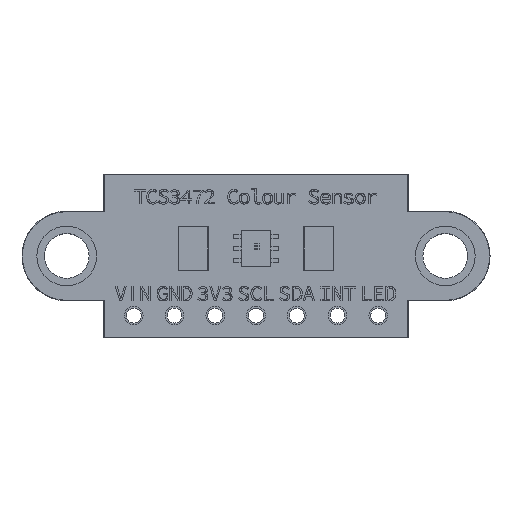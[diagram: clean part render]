
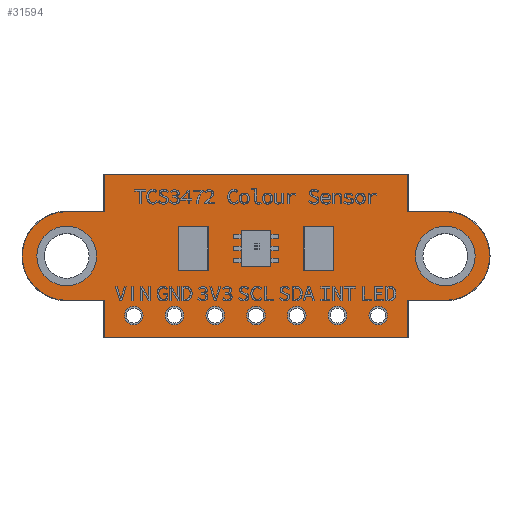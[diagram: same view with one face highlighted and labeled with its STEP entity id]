
A CAD part, top view. The second image highlights one B-rep face of the part: STEP entity #31594.
In plain terms, the highlighted planar face has unit normal (0, 0, 1).
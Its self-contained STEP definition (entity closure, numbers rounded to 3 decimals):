
#2890=FACE_BOUND('',#4949,.T.);
#2891=FACE_BOUND('',#4950,.T.);
#2892=FACE_BOUND('',#4951,.T.);
#2893=FACE_BOUND('',#4952,.T.);
#2894=FACE_BOUND('',#4953,.T.);
#2895=FACE_BOUND('',#4954,.T.);
#2896=FACE_BOUND('',#4955,.T.);
#2897=FACE_BOUND('',#4956,.T.);
#2898=FACE_BOUND('',#4957,.T.);
#2974=CIRCLE('',#33526,2.975);
#2978=CIRCLE('',#33543,2.975);
#2989=CIRCLE('',#33567,2.);
#2990=CIRCLE('',#33568,2.);
#2991=CIRCLE('',#33569,0.625);
#2992=CIRCLE('',#33570,0.625);
#2993=CIRCLE('',#33571,0.625);
#2994=CIRCLE('',#33572,0.625);
#2995=CIRCLE('',#33573,0.625);
#2996=CIRCLE('',#33574,0.625);
#2997=CIRCLE('',#33575,0.625);
#3097=FACE_OUTER_BOUND('',#4948,.T.);
#4948=EDGE_LOOP('',(#21139,#21140,#21141,#21142,#21143,#21144,#21145,#21146,
#21147,#21148,#21149,#21150));
#4949=EDGE_LOOP('',(#21151));
#4950=EDGE_LOOP('',(#21152));
#4951=EDGE_LOOP('',(#21153));
#4952=EDGE_LOOP('',(#21154));
#4953=EDGE_LOOP('',(#21155));
#4954=EDGE_LOOP('',(#21156));
#4955=EDGE_LOOP('',(#21157));
#4956=EDGE_LOOP('',(#21158));
#4957=EDGE_LOOP('',(#21159));
#6862=LINE('',#39799,#9896);
#6865=LINE('',#39805,#9899);
#6869=LINE('',#39815,#9903);
#6872=LINE('',#39820,#9906);
#6874=LINE('',#39823,#9908);
#6878=LINE('',#39829,#9912);
#6880=LINE('',#39832,#9914);
#6888=LINE('',#39850,#9922);
#6891=LINE('',#39856,#9925);
#6895=LINE('',#39866,#9929);
#9896=VECTOR('',#34674,10.);
#9899=VECTOR('',#34679,10.);
#9903=VECTOR('',#34691,10.);
#9906=VECTOR('',#34698,10.);
#9908=VECTOR('',#34702,10.);
#9912=VECTOR('',#34710,10.);
#9914=VECTOR('',#34714,10.);
#9922=VECTOR('',#34734,10.);
#9925=VECTOR('',#34739,10.);
#9929=VECTOR('',#34751,10.);
#12853=VERTEX_POINT('',#39637);
#12859=VERTEX_POINT('',#39654);
#12862=VERTEX_POINT('',#39661);
#12871=VERTEX_POINT('',#39691);
#12874=VERTEX_POINT('',#39698);
#12883=VERTEX_POINT('',#39728);
#12886=VERTEX_POINT('',#39735);
#12895=VERTEX_POINT('',#39765);
#12905=VERTEX_POINT('',#39803);
#12907=VERTEX_POINT('',#39809);
#12913=VERTEX_POINT('',#39854);
#12915=VERTEX_POINT('',#39860);
#12925=VERTEX_POINT('',#39901);
#12926=VERTEX_POINT('',#39903);
#12927=VERTEX_POINT('',#39905);
#12928=VERTEX_POINT('',#39907);
#12929=VERTEX_POINT('',#39909);
#12930=VERTEX_POINT('',#39911);
#12931=VERTEX_POINT('',#39913);
#12932=VERTEX_POINT('',#39915);
#12933=VERTEX_POINT('',#39917);
#16136=EDGE_CURVE('',#12883,#12895,#6862,.T.);
#16139=EDGE_CURVE('',#12905,#12886,#6865,.T.);
#16142=EDGE_CURVE('',#12907,#12905,#2974,.T.);
#16145=EDGE_CURVE('',#12895,#12907,#6869,.T.);
#16148=EDGE_CURVE('',#12886,#12874,#6872,.T.);
#16150=EDGE_CURVE('',#12871,#12883,#6874,.T.);
#16154=EDGE_CURVE('',#12874,#12862,#6878,.T.);
#16156=EDGE_CURVE('',#12859,#12871,#6880,.T.);
#16166=EDGE_CURVE('',#12862,#12853,#6888,.T.);
#16169=EDGE_CURVE('',#12913,#12859,#6891,.T.);
#16172=EDGE_CURVE('',#12915,#12913,#2978,.T.);
#16175=EDGE_CURVE('',#12853,#12915,#6895,.T.);
#16189=EDGE_CURVE('',#12925,#12925,#2989,.T.);
#16190=EDGE_CURVE('',#12926,#12926,#2990,.T.);
#16191=EDGE_CURVE('',#12927,#12927,#2991,.T.);
#16192=EDGE_CURVE('',#12928,#12928,#2992,.T.);
#16193=EDGE_CURVE('',#12929,#12929,#2993,.T.);
#16194=EDGE_CURVE('',#12930,#12930,#2994,.T.);
#16195=EDGE_CURVE('',#12931,#12931,#2995,.T.);
#16196=EDGE_CURVE('',#12932,#12932,#2996,.T.);
#16197=EDGE_CURVE('',#12933,#12933,#2997,.T.);
#21139=ORIENTED_EDGE('',*,*,#16139,.F.);
#21140=ORIENTED_EDGE('',*,*,#16142,.F.);
#21141=ORIENTED_EDGE('',*,*,#16145,.F.);
#21142=ORIENTED_EDGE('',*,*,#16136,.F.);
#21143=ORIENTED_EDGE('',*,*,#16150,.F.);
#21144=ORIENTED_EDGE('',*,*,#16156,.F.);
#21145=ORIENTED_EDGE('',*,*,#16169,.F.);
#21146=ORIENTED_EDGE('',*,*,#16172,.F.);
#21147=ORIENTED_EDGE('',*,*,#16175,.F.);
#21148=ORIENTED_EDGE('',*,*,#16166,.F.);
#21149=ORIENTED_EDGE('',*,*,#16154,.F.);
#21150=ORIENTED_EDGE('',*,*,#16148,.F.);
#21151=ORIENTED_EDGE('',*,*,#16189,.T.);
#21152=ORIENTED_EDGE('',*,*,#16190,.T.);
#21153=ORIENTED_EDGE('',*,*,#16191,.T.);
#21154=ORIENTED_EDGE('',*,*,#16192,.T.);
#21155=ORIENTED_EDGE('',*,*,#16193,.T.);
#21156=ORIENTED_EDGE('',*,*,#16194,.T.);
#21157=ORIENTED_EDGE('',*,*,#16195,.T.);
#21158=ORIENTED_EDGE('',*,*,#16196,.T.);
#21159=ORIENTED_EDGE('',*,*,#16197,.T.);
#30647=PLANE('',#33566);
#31594=ADVANCED_FACE('',(#3097,#2890,#2891,#2892,#2893,#2894,#2895,#2896,
#2897,#2898),#30647,.T.);
#33526=AXIS2_PLACEMENT_3D('',#39811,#34684,#34685);
#33543=AXIS2_PLACEMENT_3D('',#39862,#34744,#34745);
#33566=AXIS2_PLACEMENT_3D('',#39900,#34796,#34797);
#33567=AXIS2_PLACEMENT_3D('',#39902,#34798,#34799);
#33568=AXIS2_PLACEMENT_3D('',#39904,#34800,#34801);
#33569=AXIS2_PLACEMENT_3D('',#39906,#34802,#34803);
#33570=AXIS2_PLACEMENT_3D('',#39908,#34804,#34805);
#33571=AXIS2_PLACEMENT_3D('',#39910,#34806,#34807);
#33572=AXIS2_PLACEMENT_3D('',#39912,#34808,#34809);
#33573=AXIS2_PLACEMENT_3D('',#39914,#34810,#34811);
#33574=AXIS2_PLACEMENT_3D('',#39916,#34812,#34813);
#33575=AXIS2_PLACEMENT_3D('',#39918,#34814,#34815);
#34674=DIRECTION('',(0.,1.,0.));
#34679=DIRECTION('',(1.,0.,0.));
#34684=DIRECTION('center_axis',(0.,0.,-1.));
#34685=DIRECTION('ref_axis',(0.,1.,0.));
#34691=DIRECTION('',(-1.,0.,0.));
#34698=DIRECTION('',(0.,1.,0.));
#34702=DIRECTION('',(-1.,0.,0.));
#34710=DIRECTION('',(1.,0.,0.));
#34714=DIRECTION('',(0.,-1.,0.));
#34734=DIRECTION('',(0.,-1.,0.));
#34739=DIRECTION('',(-1.,0.,0.));
#34744=DIRECTION('center_axis',(0.,0.,-1.));
#34745=DIRECTION('ref_axis',(0.,-1.,0.));
#34751=DIRECTION('',(1.,0.,0.));
#34796=DIRECTION('center_axis',(0.,0.,1.));
#34797=DIRECTION('ref_axis',(1.,0.,0.));
#34798=DIRECTION('center_axis',(0.,0.,-1.));
#34799=DIRECTION('ref_axis',(1.,0.,0.));
#34800=DIRECTION('center_axis',(0.,0.,-1.));
#34801=DIRECTION('ref_axis',(1.,0.,0.));
#34802=DIRECTION('center_axis',(0.,0.,-1.));
#34803=DIRECTION('ref_axis',(-1.,0.,0.));
#34804=DIRECTION('center_axis',(0.,0.,-1.));
#34805=DIRECTION('ref_axis',(-1.,0.,0.));
#34806=DIRECTION('center_axis',(0.,0.,-1.));
#34807=DIRECTION('ref_axis',(-1.,0.,0.));
#34808=DIRECTION('center_axis',(0.,0.,-1.));
#34809=DIRECTION('ref_axis',(-1.,0.,0.));
#34810=DIRECTION('center_axis',(0.,0.,-1.));
#34811=DIRECTION('ref_axis',(-1.,0.,0.));
#34812=DIRECTION('center_axis',(0.,0.,-1.));
#34813=DIRECTION('ref_axis',(-1.,0.,0.));
#34814=DIRECTION('center_axis',(0.,0.,-1.));
#34815=DIRECTION('ref_axis',(-1.,0.,0.));
#39637=CARTESIAN_POINT('',(10.175,2.975,0.8));
#39654=CARTESIAN_POINT('',(10.175,-2.975,0.8));
#39661=CARTESIAN_POINT('',(10.175,5.475,0.8));
#39691=CARTESIAN_POINT('',(10.175,-5.475,0.8));
#39698=CARTESIAN_POINT('',(-10.175,5.475,0.8));
#39728=CARTESIAN_POINT('',(-10.175,-5.475,0.8));
#39735=CARTESIAN_POINT('',(-10.175,2.975,0.8));
#39765=CARTESIAN_POINT('',(-10.175,-2.975,0.8));
#39799=CARTESIAN_POINT('',(-10.175,-1.5,0.8));
#39803=CARTESIAN_POINT('',(-12.7,2.975,0.8));
#39805=CARTESIAN_POINT('',(-5.1,2.975,0.8));
#39809=CARTESIAN_POINT('',(-12.7,-2.975,0.8));
#39811=CARTESIAN_POINT('Origin',(-12.7,0.,0.8));
#39815=CARTESIAN_POINT('',(-6.35,-2.975,0.8));
#39820=CARTESIAN_POINT('',(-10.175,2.75,0.8));
#39823=CARTESIAN_POINT('',(-5.1,-5.475,0.8));
#39829=CARTESIAN_POINT('',(5.1,5.475,0.8));
#39832=CARTESIAN_POINT('',(10.175,-2.75,0.8));
#39850=CARTESIAN_POINT('',(10.175,1.5,0.8));
#39854=CARTESIAN_POINT('',(12.7,-2.975,0.8));
#39856=CARTESIAN_POINT('',(5.1,-2.975,0.8));
#39860=CARTESIAN_POINT('',(12.7,2.975,0.8));
#39862=CARTESIAN_POINT('Origin',(12.7,0.,0.8));
#39866=CARTESIAN_POINT('',(6.35,2.975,0.8));
#39900=CARTESIAN_POINT('Origin',(0.,0.,0.8));
#39901=CARTESIAN_POINT('',(10.7,0.,0.8));
#39902=CARTESIAN_POINT('Origin',(12.7,0.,0.8));
#39903=CARTESIAN_POINT('',(-14.7,0.,0.8));
#39904=CARTESIAN_POINT('Origin',(-12.7,0.,0.8));
#39905=CARTESIAN_POINT('',(-7.575,-4.,0.8));
#39906=CARTESIAN_POINT('Origin',(-8.2,-4.,0.8));
#39907=CARTESIAN_POINT('',(3.358,-4.,0.8));
#39908=CARTESIAN_POINT('Origin',(2.733,-4.,0.8));
#39909=CARTESIAN_POINT('',(6.092,-4.,0.8));
#39910=CARTESIAN_POINT('Origin',(5.467,-4.,0.8));
#39911=CARTESIAN_POINT('',(-4.842,-4.,0.8));
#39912=CARTESIAN_POINT('Origin',(-5.467,-4.,0.8));
#39913=CARTESIAN_POINT('',(0.625,-4.,0.8));
#39914=CARTESIAN_POINT('Origin',(0.,-4.,0.8));
#39915=CARTESIAN_POINT('',(8.825,-4.,0.8));
#39916=CARTESIAN_POINT('Origin',(8.2,-4.,0.8));
#39917=CARTESIAN_POINT('',(-2.108,-4.,0.8));
#39918=CARTESIAN_POINT('Origin',(-2.733,-4.,0.8));
